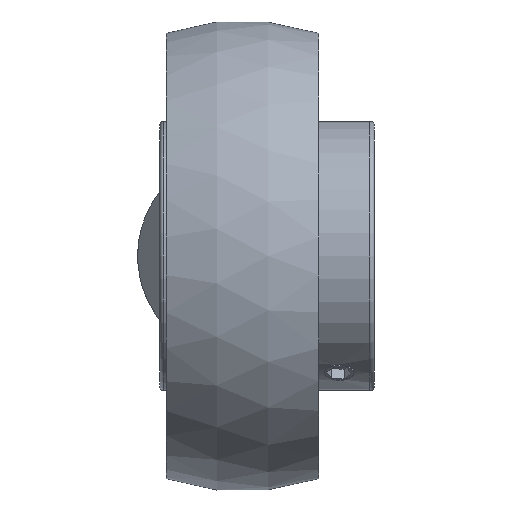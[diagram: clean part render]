
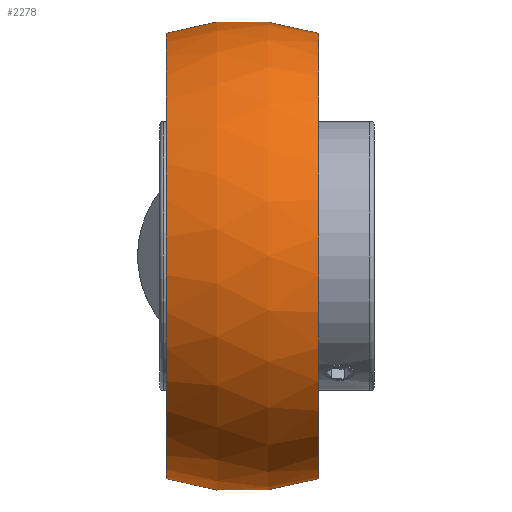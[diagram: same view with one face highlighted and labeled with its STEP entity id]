
A CAD part, front view. The second image highlights one B-rep face of the part: STEP entity #2278.
In plain terms, the highlighted spherical face has radius 54 mm.
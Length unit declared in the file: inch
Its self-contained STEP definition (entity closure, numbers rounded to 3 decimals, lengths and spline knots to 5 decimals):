
#830=SPHERICAL_SURFACE('',#2444,2.12598);
#1048=VERTEX_POINT('',#2561);
#1051=VERTEX_POINT('',#2566);
#1118=VERTEX_POINT('',#3352);
#1123=VERTEX_POINT('',#3366);
#1124=VERTEX_POINT('',#3373);
#1125=VERTEX_POINT('',#3377);
#1126=VERTEX_POINT('',#3380);
#1127=VERTEX_POINT('',#3384);
#1128=VERTEX_POINT('',#3386);
#1129=VERTEX_POINT('',#3388);
#1130=VERTEX_POINT('',#3390);
#1131=VERTEX_POINT('',#3392);
#1132=VERTEX_POINT('',#3396);
#1133=VERTEX_POINT('',#3398);
#1200=CIRCLE('',#2343,2.01125);
#1250=CIRCLE('',#2436,2.10593);
#1251=CIRCLE('',#2438,2.1227);
#1252=CIRCLE('',#2439,2.10593);
#1253=CIRCLE('',#2441,2.1227);
#1254=CIRCLE('',#2442,2.1227);
#1255=CIRCLE('',#2443,2.1227);
#1256=CIRCLE('',#2445,0.94488);
#1257=CIRCLE('',#2446,2.01125);
#1298=EDGE_CURVE('',#1051,#1048,#1200,.T.);
#1407=EDGE_CURVE('',#1118,#1124,#1250,.T.);
#1409=EDGE_CURVE('',#1124,#1125,#1251,.T.);
#1411=EDGE_CURVE('',#1123,#1126,#1252,.T.);
#1413=EDGE_CURVE('',#1126,#1127,#1253,.T.);
#1415=EDGE_CURVE('',#1129,#1128,#1254,.T.);
#1418=EDGE_CURVE('',#1131,#1130,#1255,.T.);
#1420=EDGE_CURVE('',#1130,#1118,#1250,.T.);
#1421=EDGE_CURVE('',#1128,#1123,#1252,.T.);
#1422=EDGE_CURVE('',#1129,#1051,#1256,.T.);
#1423=EDGE_CURVE('',#1132,#1127,#1256,.T.);
#1424=EDGE_CURVE('',#1133,#1132,#1257,.T.);
#1425=EDGE_CURVE('',#1131,#1133,#1256,.T.);
#1426=EDGE_CURVE('',#1048,#1125,#1256,.T.);
#1731=ORIENTED_EDGE('',*,*,#1298,.F.);
#1732=ORIENTED_EDGE('',*,*,#1422,.F.);
#1733=ORIENTED_EDGE('',*,*,#1415,.T.);
#1734=ORIENTED_EDGE('',*,*,#1421,.T.);
#1735=ORIENTED_EDGE('',*,*,#1411,.T.);
#1736=ORIENTED_EDGE('',*,*,#1413,.T.);
#1737=ORIENTED_EDGE('',*,*,#1423,.F.);
#1738=ORIENTED_EDGE('',*,*,#1424,.F.);
#1739=ORIENTED_EDGE('',*,*,#1425,.F.);
#1740=ORIENTED_EDGE('',*,*,#1418,.T.);
#1741=ORIENTED_EDGE('',*,*,#1420,.T.);
#1742=ORIENTED_EDGE('',*,*,#1407,.T.);
#1743=ORIENTED_EDGE('',*,*,#1409,.T.);
#1744=ORIENTED_EDGE('',*,*,#1426,.F.);
#1957=EDGE_LOOP('',(#1731,#1732,#1733,#1734,#1735,#1736,#1737,#1738,#1739,
#1740,#1741,#1742,#1743,#1744));
#2120=FACE_BOUND('',#1957,.T.);
#2278=ADVANCED_FACE('',(#2120),#830,.T.);
#2343=AXIS2_PLACEMENT_3D('',#2567,#3805,#3806);
#2436=AXIS2_PLACEMENT_3D('',#3374,#4012,#4013);
#2438=AXIS2_PLACEMENT_3D('',#3378,#4016,#4017);
#2439=AXIS2_PLACEMENT_3D('',#3381,#4019,#4020);
#2441=AXIS2_PLACEMENT_3D('',#3385,#4023,#4024);
#2442=AXIS2_PLACEMENT_3D('',#3387,#4025,#4026);
#2443=AXIS2_PLACEMENT_3D('',#3391,#4028,#4029);
#2444=AXIS2_PLACEMENT_3D('',#3394,#4031,#4032);
#2445=AXIS2_PLACEMENT_3D('',#3395,#4033,#4034);
#2446=AXIS2_PLACEMENT_3D('',#3397,#4035,#4036);
#2561=CARTESIAN_POINT('',(0.64662,1.90447,0.68898));
#2566=CARTESIAN_POINT('',(-0.64662,1.90447,0.68898));
#2567=CARTESIAN_POINT('',(0.,0.,0.68898));
#3352=CARTESIAN_POINT('',(2.10593,0.29134,0.));
#3366=CARTESIAN_POINT('',(-2.10593,0.29134,0.));
#3373=CARTESIAN_POINT('',(2.10261,0.29134,0.11811));
#3374=CARTESIAN_POINT('',(0.,0.29134,0.));
#3377=CARTESIAN_POINT('',(0.93747,1.90447,0.11811));
#3378=CARTESIAN_POINT('',(0.,0.,0.11811));
#3380=CARTESIAN_POINT('',(-2.10261,0.29134,-0.11811));
#3381=CARTESIAN_POINT('',(0.,0.29134,0.));
#3384=CARTESIAN_POINT('',(-0.93747,1.90447,-0.11811));
#3385=CARTESIAN_POINT('',(0.,0.,-0.11811));
#3386=CARTESIAN_POINT('',(-2.10261,0.29134,0.11811));
#3387=CARTESIAN_POINT('',(0.,0.,0.11811));
#3388=CARTESIAN_POINT('',(-0.93747,1.90447,0.11811));
#3390=CARTESIAN_POINT('',(2.10261,0.29134,-0.11811));
#3391=CARTESIAN_POINT('',(0.,0.,-0.11811));
#3392=CARTESIAN_POINT('',(0.93747,1.90447,-0.11811));
#3394=CARTESIAN_POINT('',(0.,0.,0.));
#3395=CARTESIAN_POINT('',(0.,1.90447,0.));
#3396=CARTESIAN_POINT('',(-0.64662,1.90447,-0.68898));
#3397=CARTESIAN_POINT('',(0.,0.,-0.68898));
#3398=CARTESIAN_POINT('',(0.64662,1.90447,-0.68898));
#3805=DIRECTION('',(0.,0.,1.));
#3806=DIRECTION('',(0.,2.011,0.));
#4012=DIRECTION('',(0.,-1.,0.));
#4013=DIRECTION('',(0.,0.,2.106));
#4016=DIRECTION('',(0.,0.,1.));
#4017=DIRECTION('',(0.,2.123,0.));
#4019=DIRECTION('',(0.,-1.,0.));
#4020=DIRECTION('',(0.,0.,2.106));
#4023=DIRECTION('',(0.,0.,-1.));
#4024=DIRECTION('',(0.,-2.123,0.));
#4025=DIRECTION('',(0.,0.,1.));
#4026=DIRECTION('',(0.,2.123,0.));
#4028=DIRECTION('',(0.,0.,-1.));
#4029=DIRECTION('',(0.,-2.123,0.));
#4031=DIRECTION('',(0.,0.,1.));
#4032=DIRECTION('',(1.,0.,0.));
#4033=DIRECTION('',(0.,1.,0.));
#4034=DIRECTION('',(0.945,0.,0.));
#4035=DIRECTION('',(0.,0.,-1.));
#4036=DIRECTION('',(0.,-2.011,0.));
